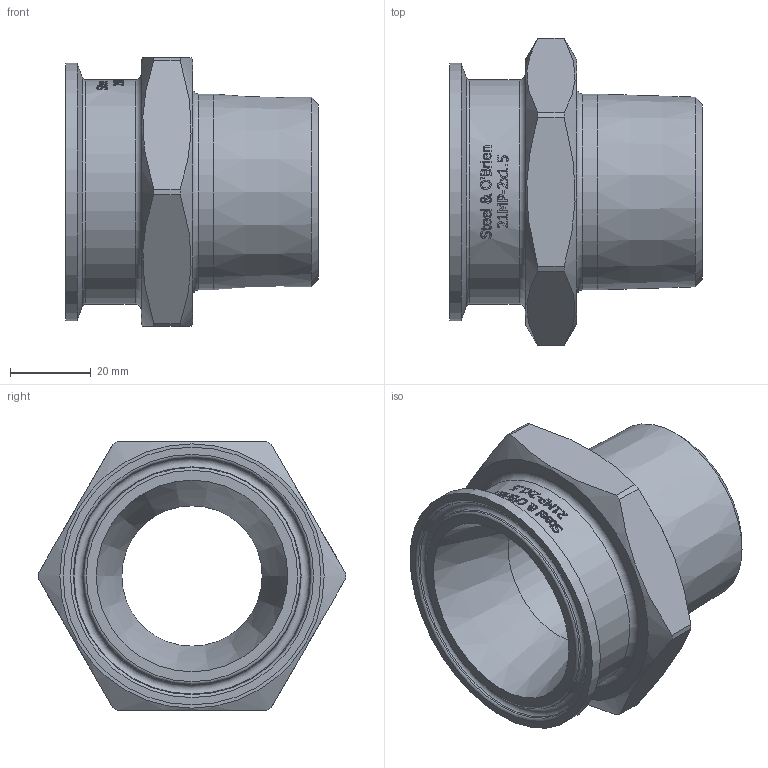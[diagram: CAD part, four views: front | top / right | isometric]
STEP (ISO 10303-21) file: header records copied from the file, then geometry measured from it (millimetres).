
FILE_DESCRIPTION(/* description */ (''),/* implementation_level */ '2;1');
FILE_NAME(/* name */ '21MP-2X1.5.stp',/* time_stamp */ '2019-01-31T09:19:05-05:00',/* author */ ('rick'),/* organization */ (''),/* preprocessor_version */ 'ST-DEVELOPER v15.2',/* originating_system */ 'Autodesk Inventor 2014',/* authorisation */ '');
FILE_SCHEMA (('AUTOMOTIVE_DESIGN { 1 0 10303 214 3 1 1 }'));
Length unit declared in the file: inch
Products named in the file (1): AAV02120
Bounding box: 62.71 x 76.2 x 66.67 mm (x, y, z)
Volume: 83607 mm3; surface area: 23753.7 mm2
Topology: 1 solids, 1 shells, 394 faces, 1054 edges, 698 vertices
Faces by surface type: plane 171, bspline 164, cylinder 43, cone 9, torus 7
Full cylindrical faces by diameter (mm): 34.798 x1, 48.552 x1, 55.677 x1, 63.906 x1
Entity records: 15233 total; most frequent: CARTESIAN_POINT 6367, ORIENTED_EDGE 2064, DIRECTION 1378, EDGE_CURVE 1032, VERTEX_POINT 696, LINE 468, VECTOR 468, AXIS2_PLACEMENT_3D 455
